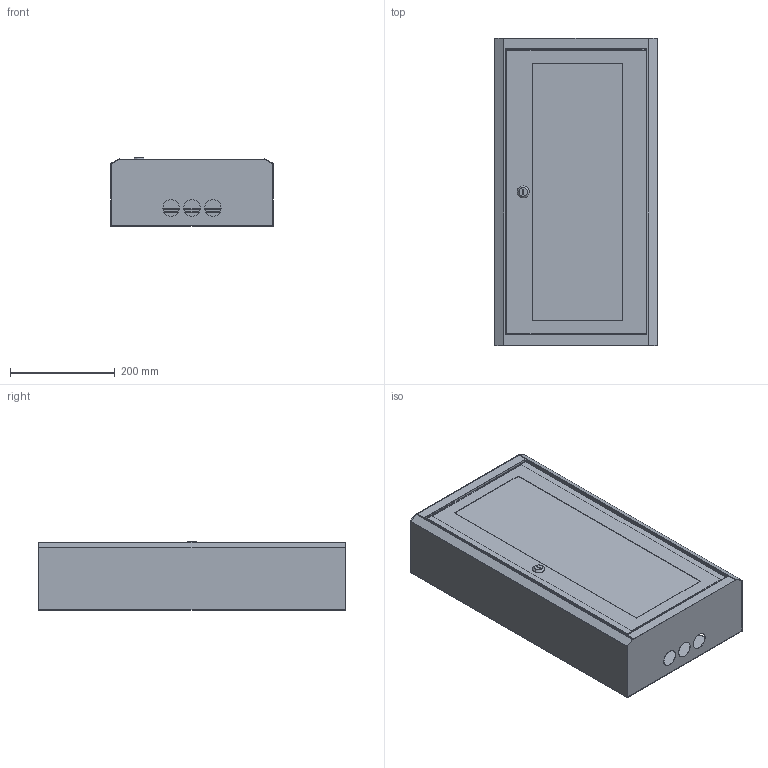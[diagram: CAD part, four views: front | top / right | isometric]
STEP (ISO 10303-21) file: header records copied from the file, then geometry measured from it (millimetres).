
FILE_DESCRIPTION (( 'STEP AP214' ), '1' );
FILE_NAME ('TITAN 5 ÙÐí-36 ñ ïð.äâ IP31.STEP', '2021-03-18T11:32:50', ( '' ), ( '' ), 'SwSTEP 2.0', 'SolidWorks 2017', '' );
FILE_SCHEMA (( 'AUTOMOTIVE_DESIGN' ));
Length unit declared in the file: millimetre
Products named in the file (11): Panel_36; Panel_ShRN-36; Dver_PRO_36; Klipsa; DIN-Reika_18 ｢箘ｬ箘｢; Support; Stoika pan; Obolochka_SHRN_PRO_36; SC GOST 17473_gost_‚¨­â A.M5x10 ƒŽ‘’ 17473-80; Stoika Shin_‘â®©ª  ¤«ï è¨­; TITAN 5 ÙÐí-36 ñ ïð.äâ IP31
Assembly tree (27 placements, depth 3):
  TITAN 5 ÙÐí-36 ñ ïð.äâ IP31
    Obolochka_SHRN_PRO_36
    Dver_PRO_36
    DIN-Reika_18 ｢箘ｬ箘｢  x3
    Panel_36
      Panel_ShRN-36
      Klipsa  x4
      Stoika pan  x4
    SC GOST 17473_gost_‚¨­â A.M5x10 ƒŽ‘’ 17473-80  x8
    Stoika Shin_‘â®©ª  ¤«ï è¨­  x2
    Support  x2
Bounding box: 310 x 585 x 131 mm (x, y, z)
Volume: 1385450.1 mm3; surface area: 1842029.9 mm2
Topology: 26 solids, 26 shells, 1516 faces, 3826 edges, 2384 vertices
Faces by surface type: plane 834, cylinder 352, bspline 146, torus 84, sphere 56, cone 44
Entity records: 23899 total; most frequent: CARTESIAN_POINT 5300, ORIENTED_EDGE 3774, DIRECTION 3682, EDGE_CURVE 1887, LINE 1248, VECTOR 1248, AXIS2_PLACEMENT_3D 1217, VERTEX_POINT 1209
